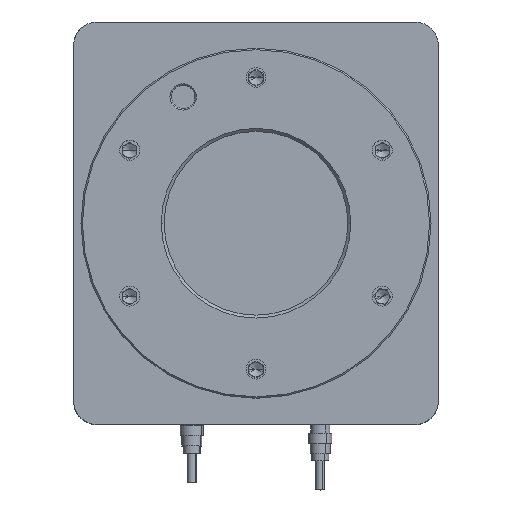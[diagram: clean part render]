
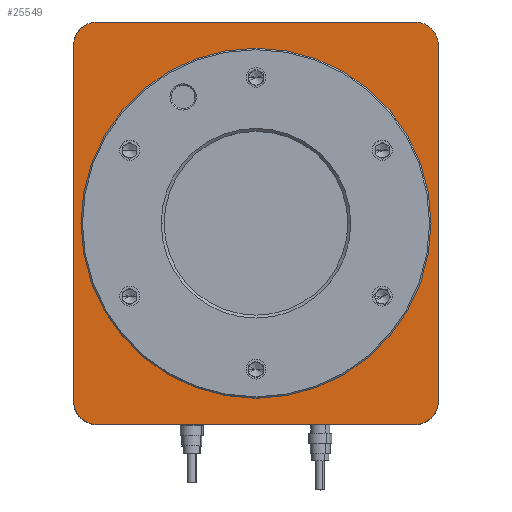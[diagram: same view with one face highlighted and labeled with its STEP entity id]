
A CAD part, top view. The second image highlights one B-rep face of the part: STEP entity #25549.
In plain terms, the highlighted planar face has unit normal (0, 0, 1).
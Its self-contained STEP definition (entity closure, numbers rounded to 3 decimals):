
#339 = VERTEX_POINT ( 'NONE', #21732 ) ;
#536 = DIRECTION ( 'NONE',  ( -1., 0., 0. ) ) ;
#694 = CARTESIAN_POINT ( 'NONE',  ( 0., 0., 0. ) ) ;
#917 = CARTESIAN_POINT ( 'NONE',  ( -62.5, 69., 0. ) ) ;
#975 = FACE_BOUND ( 'NONE', #13609, .T. ) ;
#1173 = CARTESIAN_POINT ( 'NONE',  ( -60., 0., 0. ) ) ;
#1745 = CARTESIAN_POINT ( 'NONE',  ( 0., 0., 0. ) ) ;
#1985 = CARTESIAN_POINT ( 'NONE',  ( 62.5, 61., 0. ) ) ;
#2308 = VERTEX_POINT ( 'NONE', #6201 ) ;
#2432 = CIRCLE ( 'NONE', #26704, 8. ) ;
#2797 = CIRCLE ( 'NONE', #5828, 8. ) ;
#2898 = CIRCLE ( 'NONE', #24276, 60. ) ;
#3114 = ORIENTED_EDGE ( 'NONE', *, *, #8928, .T. ) ;
#3236 = CIRCLE ( 'NONE', #19348, 8. ) ;
#3249 = DIRECTION ( 'NONE',  ( -1., 0., 0. ) ) ;
#3528 = VERTEX_POINT ( 'NONE', #26801 ) ;
#3641 = CARTESIAN_POINT ( 'NONE',  ( -54.5, -61., 0. ) ) ;
#3675 = ORIENTED_EDGE ( 'NONE', *, *, #26940, .F. ) ;
#4520 = ORIENTED_EDGE ( 'NONE', *, *, #29986, .F. ) ;
#4627 = VERTEX_POINT ( 'NONE', #1985 ) ;
#4937 = DIRECTION ( 'NONE',  ( 1., 0., 0. ) ) ;
#5828 = AXIS2_PLACEMENT_3D ( 'NONE', #15745, #15626, #536 ) ;
#6148 = DIRECTION ( 'NONE',  ( 0., 0., -1. ) ) ;
#6201 = CARTESIAN_POINT ( 'NONE',  ( -62.5, -61., 0. ) ) ;
#6309 = DIRECTION ( 'NONE',  ( -1., 0., 0. ) ) ;
#6701 = AXIS2_PLACEMENT_3D ( 'NONE', #3641, #11821, #6309 ) ;
#6785 = CARTESIAN_POINT ( 'NONE',  ( 0., 0., 0. ) ) ;
#7617 = DIRECTION ( 'NONE',  ( -1., 0., 0. ) ) ;
#8055 = EDGE_LOOP ( 'NONE', ( #3675, #8342, #17615, #3114, #8569, #19675, #4520, #22204 ) ) ;
#8342 = ORIENTED_EDGE ( 'NONE', *, *, #21812, .T. ) ;
#8569 = ORIENTED_EDGE ( 'NONE', *, *, #17148, .F. ) ;
#8928 = EDGE_CURVE ( 'NONE', #2308, #32825, #30363, .T. ) ;
#10230 = DIRECTION ( 'NONE',  ( 0., -1., 0. ) ) ;
#10344 = EDGE_CURVE ( 'NONE', #4627, #26688, #2797, .T. ) ;
#10475 = VECTOR ( 'NONE', #33978, 1000. ) ;
#10946 = DIRECTION ( 'NONE',  ( 0., 0., 1. ) ) ;
#11755 = CARTESIAN_POINT ( 'NONE',  ( -62.5, 61., 0. ) ) ;
#11821 = DIRECTION ( 'NONE',  ( 0., 0., 1. ) ) ;
#11904 = ORIENTED_EDGE ( 'NONE', *, *, #28578, .F. ) ;
#12464 = DIRECTION ( 'NONE',  ( -1., 0., 0. ) ) ;
#12631 = CARTESIAN_POINT ( 'NONE',  ( -54.5, 61., 0. ) ) ;
#12868 = DIRECTION ( 'NONE',  ( 0., 0., 1. ) ) ;
#13609 = EDGE_LOOP ( 'NONE', ( #22152, #11904 ) ) ;
#15000 = DIRECTION ( 'NONE',  ( 0., 0., 1. ) ) ;
#15188 = VERTEX_POINT ( 'NONE', #1173 ) ;
#15626 = DIRECTION ( 'NONE',  ( 0., 0., 1. ) ) ;
#15745 = CARTESIAN_POINT ( 'NONE',  ( 54.5, 61., 0. ) ) ;
#16482 = CARTESIAN_POINT ( 'NONE',  ( 54.5, -69., 0. ) ) ;
#17148 = EDGE_CURVE ( 'NONE', #25493, #32825, #22019, .T. ) ;
#17571 = DIRECTION ( 'NONE',  ( -1., 0., 0. ) ) ;
#17615 = ORIENTED_EDGE ( 'NONE', *, *, #25543, .F. ) ;
#18039 = FACE_OUTER_BOUND ( 'NONE', #8055, .T. ) ;
#18307 = VECTOR ( 'NONE', #10230, 1000. ) ;
#19292 = AXIS2_PLACEMENT_3D ( 'NONE', #6785, #33488, #17571 ) ;
#19348 = AXIS2_PLACEMENT_3D ( 'NONE', #21654, #10946, #32132 ) ;
#19675 = ORIENTED_EDGE ( 'NONE', *, *, #31910, .T. ) ;
#20892 = EDGE_CURVE ( 'NONE', #25439, #15188, #2898, .T. ) ;
#20944 = CARTESIAN_POINT ( 'NONE',  ( 62.5, 69., 0. ) ) ;
#21607 = LINE ( 'NONE', #20944, #18307 ) ;
#21654 = CARTESIAN_POINT ( 'NONE',  ( 54.5, -61., 0. ) ) ;
#21732 = CARTESIAN_POINT ( 'NONE',  ( 62.5, -61., 0. ) ) ;
#21812 = EDGE_CURVE ( 'NONE', #3528, #31103, #2432, .T. ) ;
#21872 = AXIS2_PLACEMENT_3D ( 'NONE', #694, #6148, #3249 ) ;
#22019 = LINE ( 'NONE', #31275, #10475 ) ;
#22149 = LINE ( 'NONE', #917, #28369 ) ;
#22152 = ORIENTED_EDGE ( 'NONE', *, *, #20892, .F. ) ;
#22204 = ORIENTED_EDGE ( 'NONE', *, *, #10344, .T. ) ;
#23439 = CARTESIAN_POINT ( 'NONE',  ( 54.5, 69., 0. ) ) ;
#23494 = CARTESIAN_POINT ( 'NONE',  ( -54.5, -69., 0. ) ) ;
#24276 = AXIS2_PLACEMENT_3D ( 'NONE', #1745, #15000, #12464 ) ;
#24812 = CIRCLE ( 'NONE', #19292, 60. ) ;
#25439 = VERTEX_POINT ( 'NONE', #29129 ) ;
#25493 = VERTEX_POINT ( 'NONE', #16482 ) ;
#25543 = EDGE_CURVE ( 'NONE', #2308, #31103, #22149, .T. ) ;
#25549 = ADVANCED_FACE ( 'NONE', ( #18039, #975 ), #29805, .F. ) ;
#26688 = VERTEX_POINT ( 'NONE', #23439 ) ;
#26704 = AXIS2_PLACEMENT_3D ( 'NONE', #12631, #12868, #7617 ) ;
#26801 = CARTESIAN_POINT ( 'NONE',  ( -54.5, 69., 0. ) ) ;
#26940 = EDGE_CURVE ( 'NONE', #3528, #26688, #29994, .T. ) ;
#28369 = VECTOR ( 'NONE', #30157, 1000. ) ;
#28578 = EDGE_CURVE ( 'NONE', #15188, #25439, #24812, .T. ) ;
#29129 = CARTESIAN_POINT ( 'NONE',  ( 60., 0., 0. ) ) ;
#29171 = VECTOR ( 'NONE', #4937, 1000. ) ;
#29805 = PLANE ( 'NONE',  #21872 ) ;
#29986 = EDGE_CURVE ( 'NONE', #4627, #339, #21607, .T. ) ;
#29994 = LINE ( 'NONE', #31269, #29171 ) ;
#30157 = DIRECTION ( 'NONE',  ( 0., 1., 0. ) ) ;
#30363 = CIRCLE ( 'NONE', #6701, 8. ) ;
#31103 = VERTEX_POINT ( 'NONE', #11755 ) ;
#31269 = CARTESIAN_POINT ( 'NONE',  ( 62.5, 69., 0. ) ) ;
#31275 = CARTESIAN_POINT ( 'NONE',  ( 62.5, -69., 0. ) ) ;
#31910 = EDGE_CURVE ( 'NONE', #25493, #339, #3236, .T. ) ;
#32132 = DIRECTION ( 'NONE',  ( -1., 0., 0. ) ) ;
#32825 = VERTEX_POINT ( 'NONE', #23494 ) ;
#33488 = DIRECTION ( 'NONE',  ( 0., 0., 1. ) ) ;
#33978 = DIRECTION ( 'NONE',  ( -1., 0., 0. ) ) ;
